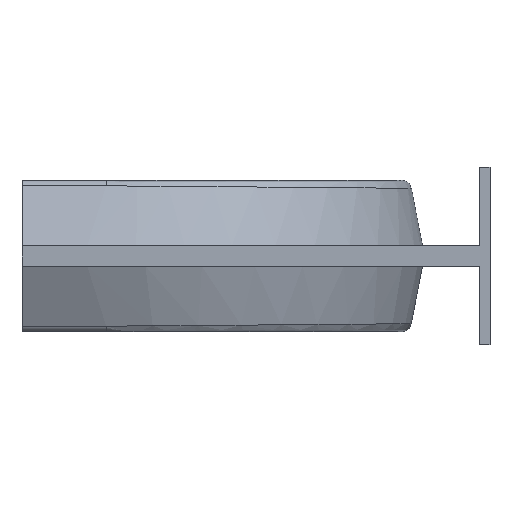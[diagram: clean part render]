
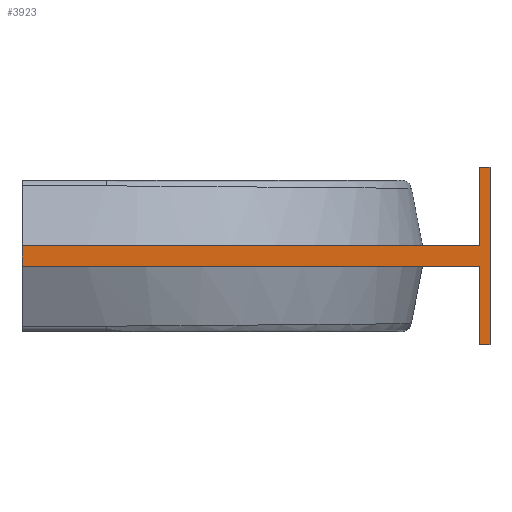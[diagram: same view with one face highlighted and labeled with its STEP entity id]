
A CAD part, front view. The second image highlights one B-rep face of the part: STEP entity #3923.
In plain terms, the highlighted planar face has unit normal (0, -1, 0).
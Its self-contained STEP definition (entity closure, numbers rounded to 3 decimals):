
#125 = CARTESIAN_POINT ( 'NONE',  ( 0., -68., 0.8 ) ) ;
#150 = EDGE_CURVE ( 'NONE', #6146, #1239, #5588, .T. ) ;
#173 = LINE ( 'NONE', #5940, #2759 ) ;
#188 = CARTESIAN_POINT ( 'NONE',  ( 36.2, -68., 7. ) ) ;
#199 = CARTESIAN_POINT ( 'NONE',  ( 0., -68., 0.8 ) ) ;
#460 = VERTEX_POINT ( 'NONE', #125 ) ;
#711 = DIRECTION ( 'NONE',  ( 0., 0., 1. ) ) ;
#740 = ORIENTED_EDGE ( 'NONE', *, *, #3410, .F. ) ;
#929 = VECTOR ( 'NONE', #4057, 1000. ) ;
#1200 = VERTEX_POINT ( 'NONE', #4283 ) ;
#1239 = VERTEX_POINT ( 'NONE', #5053 ) ;
#1274 = VERTEX_POINT ( 'NONE', #1515 ) ;
#1426 = CARTESIAN_POINT ( 'NONE',  ( 36.2, -68., -7. ) ) ;
#1515 = CARTESIAN_POINT ( 'NONE',  ( 37., -68., 7. ) ) ;
#1614 = DIRECTION ( 'NONE',  ( 1., 0., 0. ) ) ;
#1859 = VERTEX_POINT ( 'NONE', #1870 ) ;
#1870 = CARTESIAN_POINT ( 'NONE',  ( 36.2, -68., -0.8 ) ) ;
#2026 = CARTESIAN_POINT ( 'NONE',  ( 0., -68., 0.8 ) ) ;
#2073 = VECTOR ( 'NONE', #5370, 1000. ) ;
#2076 = DIRECTION ( 'NONE',  ( 1., 0., 0. ) ) ;
#2185 = VERTEX_POINT ( 'NONE', #3858 ) ;
#2219 = VECTOR ( 'NONE', #5917, 1000. ) ;
#2224 = EDGE_CURVE ( 'NONE', #1859, #6146, #173, .T. ) ;
#2627 = CARTESIAN_POINT ( 'NONE',  ( 0., -68., 0.8 ) ) ;
#2759 = VECTOR ( 'NONE', #3416, 1000. ) ;
#2994 = EDGE_CURVE ( 'NONE', #460, #1200, #3693, .T. ) ;
#3043 = EDGE_CURVE ( 'NONE', #2185, #1859, #3518, .T. ) ;
#3343 = VECTOR ( 'NONE', #2076, 1000. ) ;
#3366 = VECTOR ( 'NONE', #1614, 1000. ) ;
#3410 = EDGE_CURVE ( 'NONE', #1274, #1239, #4909, .T. ) ;
#3416 = DIRECTION ( 'NONE',  ( 0., 0., -1. ) ) ;
#3518 = LINE ( 'NONE', #5118, #3343 ) ;
#3526 = LINE ( 'NONE', #188, #5738 ) ;
#3648 = VERTEX_POINT ( 'NONE', #6631 ) ;
#3693 = LINE ( 'NONE', #2026, #929 ) ;
#3798 = DIRECTION ( 'NONE',  ( 0., 1., 0. ) ) ;
#3858 = CARTESIAN_POINT ( 'NONE',  ( 0., -68., -0.8 ) ) ;
#3898 = CARTESIAN_POINT ( 'NONE',  ( 36.2, -68., 7. ) ) ;
#3923 = ADVANCED_FACE ( 'NONE', ( #4041 ), #4777, .F. ) ;
#4041 = FACE_OUTER_BOUND ( 'NONE', #4855, .T. ) ;
#4057 = DIRECTION ( 'NONE',  ( 1., 0., 0. ) ) ;
#4153 = ORIENTED_EDGE ( 'NONE', *, *, #4627, .T. ) ;
#4280 = ORIENTED_EDGE ( 'NONE', *, *, #4919, .F. ) ;
#4283 = CARTESIAN_POINT ( 'NONE',  ( 36.2, -68., 0.8 ) ) ;
#4287 = DIRECTION ( 'NONE',  ( 1., 0., 0. ) ) ;
#4292 = ORIENTED_EDGE ( 'NONE', *, *, #2224, .T. ) ;
#4383 = ORIENTED_EDGE ( 'NONE', *, *, #3043, .T. ) ;
#4627 = EDGE_CURVE ( 'NONE', #460, #2185, #6410, .T. ) ;
#4777 = PLANE ( 'NONE',  #4922 ) ;
#4820 = ORIENTED_EDGE ( 'NONE', *, *, #2994, .F. ) ;
#4855 = EDGE_LOOP ( 'NONE', ( #740, #4280, #5746, #4820, #4153, #4383, #4292, #6569 ) ) ;
#4860 = CARTESIAN_POINT ( 'NONE',  ( 37., -68., 0.8 ) ) ;
#4908 = LINE ( 'NONE', #3898, #2219 ) ;
#4909 = LINE ( 'NONE', #4860, #2073 ) ;
#4919 = EDGE_CURVE ( 'NONE', #3648, #1274, #3526, .T. ) ;
#4922 = AXIS2_PLACEMENT_3D ( 'NONE', #199, #3798, #711 ) ;
#5053 = CARTESIAN_POINT ( 'NONE',  ( 37., -68., -7. ) ) ;
#5060 = VECTOR ( 'NONE', #6183, 1000. ) ;
#5118 = CARTESIAN_POINT ( 'NONE',  ( 0., -68., -0.8 ) ) ;
#5370 = DIRECTION ( 'NONE',  ( 0., 0., -1. ) ) ;
#5588 = LINE ( 'NONE', #1426, #3366 ) ;
#5738 = VECTOR ( 'NONE', #4287, 1000. ) ;
#5746 = ORIENTED_EDGE ( 'NONE', *, *, #5822, .T. ) ;
#5762 = CARTESIAN_POINT ( 'NONE',  ( 36.2, -68., -7. ) ) ;
#5822 = EDGE_CURVE ( 'NONE', #3648, #1200, #4908, .T. ) ;
#5917 = DIRECTION ( 'NONE',  ( 0., 0., -1. ) ) ;
#5940 = CARTESIAN_POINT ( 'NONE',  ( 36.2, -68., 7. ) ) ;
#6146 = VERTEX_POINT ( 'NONE', #5762 ) ;
#6183 = DIRECTION ( 'NONE',  ( 0., 0., -1. ) ) ;
#6410 = LINE ( 'NONE', #2627, #5060 ) ;
#6569 = ORIENTED_EDGE ( 'NONE', *, *, #150, .T. ) ;
#6631 = CARTESIAN_POINT ( 'NONE',  ( 36.2, -68., 7. ) ) ;
